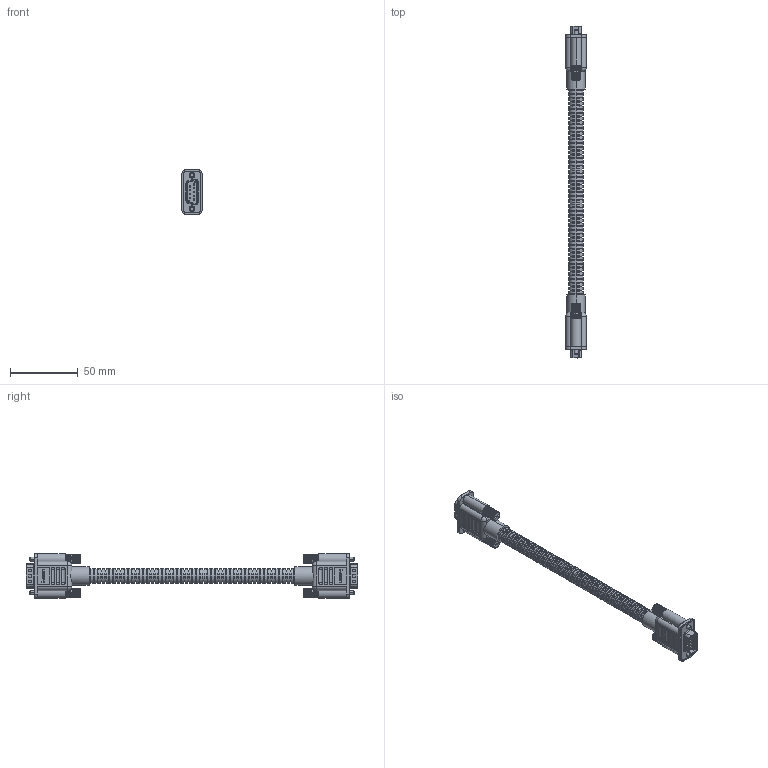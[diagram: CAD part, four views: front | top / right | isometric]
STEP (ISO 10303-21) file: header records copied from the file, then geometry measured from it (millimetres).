
FILE_DESCRIPTION (( 'STEP AP214' ), '1' );
FILE_NAME ('CSPL9MM.STEP', '2013-05-03T18:21:53', ( 'x' ), ( '' ), 'SwSTEP 2.0', 'SolidWorks 2012', '' );
FILE_SCHEMA (( 'AUTOMOTIVE_DESIGN' ));
Length unit declared in the file: inch
Products named in the file (11): 3AC13-003_.289 ID; 3AB01-169; 1AV02-008_SINGLE CONTACT; 1AY03-021; 1AY03-022_shortened tabs; MTN-208; 1AC02-019; 1AJ06-026_with knurled head; MTN-769_NEW LOGO; 1AL08-110_6"; CSPL9MM
Assembly tree (20 placements, depth 3):
  CSPL9MM
    1AL08-110_6"
    3AB01-169  x2
      MTN-769_NEW LOGO
      1AJ06-026_with knurled head
      1AC02-019
      MTN-208
      1AY03-022_shortened tabs
      1AY03-021
      1AV02-008_SINGLE CONTACT
    3AC13-003_.289 ID
Bounding box: 14.99 x 245.64 x 33.02 mm (x, y, z)
Volume: 40497.4 mm3; surface area: 46857.6 mm2
Topology: 34 solids, 34 shells, 4058 faces, 10032 edges, 6138 vertices
Faces by surface type: cylinder 1634, plane 1378, cone 600, bspline 202, torus 176, sphere 68
Entity records: 60231 total; most frequent: CARTESIAN_POINT 13294, DIRECTION 9528, ORIENTED_EDGE 8992, EDGE_CURVE 4496, AXIS2_PLACEMENT_3D 3596, VERTEX_POINT 2602, VECTOR 2336, LINE 2336
